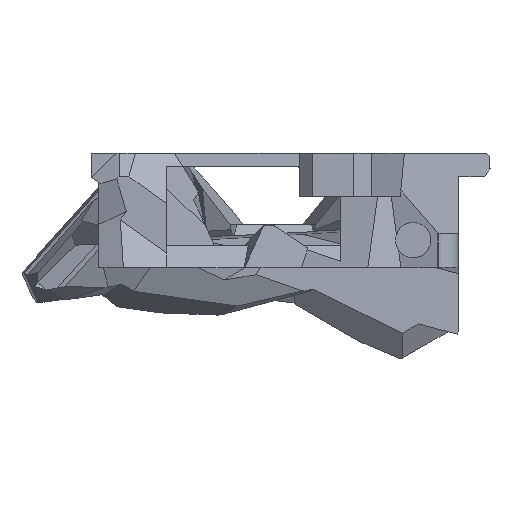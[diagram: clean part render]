
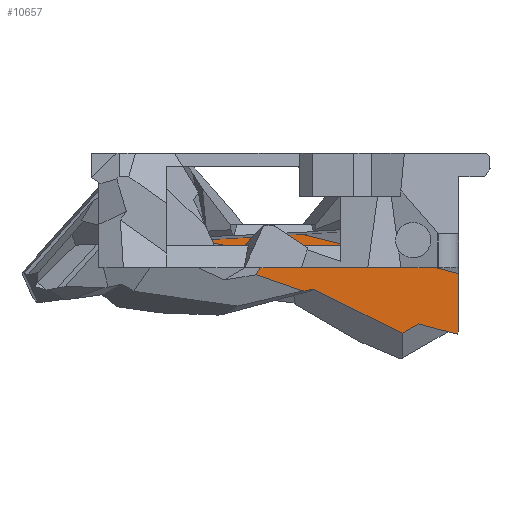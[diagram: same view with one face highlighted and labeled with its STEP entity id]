
A CAD part, left-side view. The second image highlights one B-rep face of the part: STEP entity #10657.
In plain terms, the highlighted face is planar.
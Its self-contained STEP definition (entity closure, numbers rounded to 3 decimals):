
#699=FACE_OUTER_BOUND('',#1266,.T.);
#1266=EDGE_LOOP('',(#8201,#8202,#8203,#8204,#8205,#8206,#8207,#8208,#8209,
#8210,#8211));
#2022=LINE('',#16079,#3319);
#2233=LINE('',#16742,#3530);
#2234=LINE('',#16745,#3531);
#2235=LINE('',#16747,#3532);
#2236=LINE('',#16749,#3533);
#2237=LINE('',#16751,#3534);
#2238=LINE('',#16753,#3535);
#2239=LINE('',#16755,#3536);
#2240=LINE('',#16757,#3537);
#2241=LINE('',#16759,#3538);
#2242=LINE('',#16760,#3539);
#3319=VECTOR('',#12468,1000.);
#3530=VECTOR('',#12927,1000.);
#3531=VECTOR('',#12930,1000.);
#3532=VECTOR('',#12931,1000.);
#3533=VECTOR('',#12932,1000.);
#3534=VECTOR('',#12933,1000.);
#3535=VECTOR('',#12934,1000.);
#3536=VECTOR('',#12935,1000.);
#3537=VECTOR('',#12936,1000.);
#3538=VECTOR('',#12937,1000.);
#3539=VECTOR('',#12938,1000.);
#4558=VERTEX_POINT('',#16076);
#4559=VERTEX_POINT('',#16078);
#4727=VERTEX_POINT('',#16740);
#4728=VERTEX_POINT('',#16744);
#4729=VERTEX_POINT('',#16746);
#4730=VERTEX_POINT('',#16748);
#4731=VERTEX_POINT('',#16750);
#4732=VERTEX_POINT('',#16752);
#4733=VERTEX_POINT('',#16754);
#4734=VERTEX_POINT('',#16756);
#4735=VERTEX_POINT('',#16758);
#5731=EDGE_CURVE('',#4558,#4559,#2022,.T.);
#5996=EDGE_CURVE('',#4727,#4558,#2233,.T.);
#5997=EDGE_CURVE('',#4728,#4727,#2234,.T.);
#5998=EDGE_CURVE('',#4729,#4728,#2235,.T.);
#5999=EDGE_CURVE('',#4729,#4730,#2236,.T.);
#6000=EDGE_CURVE('',#4731,#4730,#2237,.T.);
#6001=EDGE_CURVE('',#4732,#4731,#2238,.T.);
#6002=EDGE_CURVE('',#4733,#4732,#2239,.T.);
#6003=EDGE_CURVE('',#4734,#4733,#2240,.T.);
#6004=EDGE_CURVE('',#4735,#4734,#2241,.T.);
#6005=EDGE_CURVE('',#4735,#4559,#2242,.T.);
#8201=ORIENTED_EDGE('',*,*,#5996,.F.);
#8202=ORIENTED_EDGE('',*,*,#5997,.F.);
#8203=ORIENTED_EDGE('',*,*,#5998,.F.);
#8204=ORIENTED_EDGE('',*,*,#5999,.T.);
#8205=ORIENTED_EDGE('',*,*,#6000,.F.);
#8206=ORIENTED_EDGE('',*,*,#6001,.F.);
#8207=ORIENTED_EDGE('',*,*,#6002,.F.);
#8208=ORIENTED_EDGE('',*,*,#6003,.F.);
#8209=ORIENTED_EDGE('',*,*,#6004,.F.);
#8210=ORIENTED_EDGE('',*,*,#6005,.T.);
#8211=ORIENTED_EDGE('',*,*,#5731,.F.);
#10172=PLANE('',#11284);
#10657=ADVANCED_FACE('',(#699),#10172,.F.);
#11284=AXIS2_PLACEMENT_3D('',#16743,#12928,#12929);
#12468=DIRECTION('',(-0.052,-0.999,0.));
#12927=DIRECTION('',(-0.067,-0.244,0.968));
#12928=DIRECTION('center_axis',(0.997,-0.052,0.056));
#12929=DIRECTION('ref_axis',(0.,-0.731,-0.682));
#12930=DIRECTION('',(-0.053,0.057,0.997));
#12931=DIRECTION('',(0.066,0.21,-0.975));
#12932=DIRECTION('',(-0.019,-0.877,-0.48));
#12933=DIRECTION('',(0.07,0.326,-0.943));
#12934=DIRECTION('',(0.048,-0.143,-0.989));
#12935=DIRECTION('',(0.073,0.444,-0.893));
#12936=DIRECTION('',(0.022,-0.502,-0.865));
#12937=DIRECTION('',(0.068,0.258,-0.964));
#12938=DIRECTION('',(0.018,0.871,0.49));
#16076=CARTESIAN_POINT('',(25.415,-0.765,61.5));
#16078=CARTESIAN_POINT('',(25.026,-8.2,61.5));
#16079=CARTESIAN_POINT('',(25.25,-3.924,61.5));
#16740=CARTESIAN_POINT('',(26.792,4.243,41.61));
#16742=CARTESIAN_POINT('',(25.802,0.643,55.908));
#16743=CARTESIAN_POINT('Origin',(25.873,-3.598,50.688));
#16744=CARTESIAN_POINT('',(27.487,3.497,28.515));
#16745=CARTESIAN_POINT('',(27.635,3.338,25.731));
#16746=CARTESIAN_POINT('',(26.91,1.647,37.089));
#16747=CARTESIAN_POINT('',(26.64,0.783,41.095));
#16748=CARTESIAN_POINT('',(26.854,-0.924,35.684));
#16749=CARTESIAN_POINT('',(26.874,-0.029,36.173));
#16750=CARTESIAN_POINT('',(26.413,-2.979,41.635));
#16751=CARTESIAN_POINT('',(26.431,-2.894,41.387));
#16752=CARTESIAN_POINT('',(26.346,-2.78,43.009));
#16753=CARTESIAN_POINT('',(25.718,-0.901,55.972));
#16754=CARTESIAN_POINT('',(25.42,-8.389,54.301));
#16755=CARTESIAN_POINT('',(25.515,-7.812,53.14));
#16756=CARTESIAN_POINT('',(25.366,-7.182,56.382));
#16757=CARTESIAN_POINT('',(25.358,-6.998,56.699));
#16758=CARTESIAN_POINT('',(25.02,-8.507,61.327));
#16759=CARTESIAN_POINT('',(25.152,-8.001,59.438));
#16760=CARTESIAN_POINT('',(24.901,-14.261,58.09));
